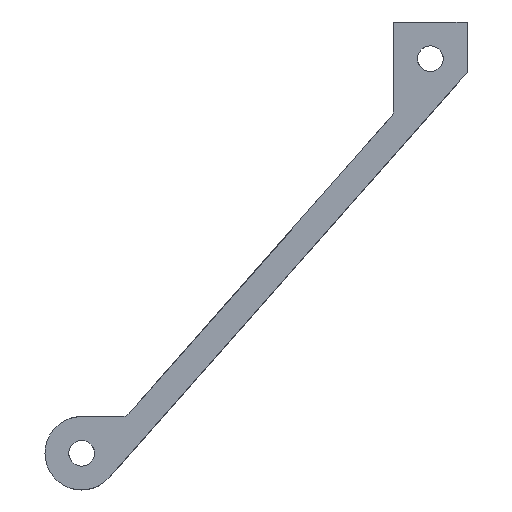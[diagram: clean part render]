
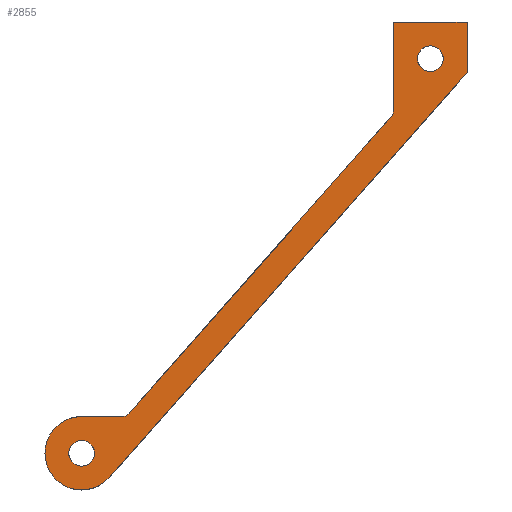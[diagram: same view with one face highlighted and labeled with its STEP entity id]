
A CAD part, left-side view. The second image highlights one B-rep face of the part: STEP entity #2855.
In plain terms, the highlighted planar face has unit normal (-1, 0, 0).
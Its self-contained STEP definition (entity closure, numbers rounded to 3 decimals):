
#73 = EDGE_CURVE ( 'NONE', #3862, #2321, #3428, .T. ) ;
#78 = PLANE ( 'NONE',  #1205 ) ;
#119 = CARTESIAN_POINT ( 'NONE',  ( -22.5, 1.705, -50.4 ) ) ;
#223 = ORIENTED_EDGE ( 'NONE', *, *, #3072, .F. ) ;
#239 = CIRCLE ( 'NONE', #1892, 1.4 ) ;
#258 = VERTEX_POINT ( 'NONE', #3929 ) ;
#269 = DIRECTION ( 'NONE',  ( 0., -0.662, 0.749 ) ) ;
#272 = DIRECTION ( 'NONE',  ( 0., -1., 0. ) ) ;
#331 = CARTESIAN_POINT ( 'NONE',  ( -22.5, 5.705, -45. ) ) ;
#335 = CARTESIAN_POINT ( 'NONE',  ( -22.5, 1.705, -49. ) ) ;
#370 = VECTOR ( 'NONE', #269, 1000. ) ;
#400 = DIRECTION ( 'NONE',  ( 0., 0., 1. ) ) ;
#424 = CARTESIAN_POINT ( 'NONE',  ( -22.5, 1.705, -49. ) ) ;
#460 = CARTESIAN_POINT ( 'NONE',  ( -22.5, 39.705, -92. ) ) ;
#461 = DIRECTION ( 'NONE',  ( -1., 0., 0. ) ) ;
#469 = CARTESIAN_POINT ( 'NONE',  ( -22.5, -2.295, -45. ) ) ;
#488 = DIRECTION ( 'NONE',  ( 0., 0., 1. ) ) ;
#504 = CARTESIAN_POINT ( 'NONE',  ( -22.5, 34.537, -87.662 ) ) ;
#508 = CARTESIAN_POINT ( 'NONE',  ( -22.5, 5.955, -55.32 ) ) ;
#525 = EDGE_CURVE ( 'NONE', #2321, #258, #4062, .T. ) ;
#574 = LINE ( 'NONE', #3561, #4109 ) ;
#639 = AXIS2_PLACEMENT_3D ( 'NONE', #424, #2128, #3441 ) ;
#760 = CARTESIAN_POINT ( 'NONE',  ( -22.5, 5.705, -45. ) ) ;
#770 = AXIS2_PLACEMENT_3D ( 'NONE', #335, #4272, #4013 ) ;
#803 = FACE_OUTER_BOUND ( 'NONE', #929, .T. ) ;
#805 = ORIENTED_EDGE ( 'NONE', *, *, #1807, .T. ) ;
#864 = VECTOR ( 'NONE', #400, 1000. ) ;
#898 = ORIENTED_EDGE ( 'NONE', *, *, #2669, .T. ) ;
#904 = CIRCLE ( 'NONE', #770, 1.4 ) ;
#926 = VERTEX_POINT ( 'NONE', #4281 ) ;
#929 = EDGE_LOOP ( 'NONE', ( #2922, #3618, #1184, #1300, #4118, #2427, #3967, #1470, #1434, #223 ) ) ;
#1088 = LINE ( 'NONE', #760, #864 ) ;
#1096 = CARTESIAN_POINT ( 'NONE',  ( -22.5, 36.707, -94.649 ) ) ;
#1155 = DIRECTION ( 'NONE',  ( -1., 0., 0. ) ) ;
#1184 = ORIENTED_EDGE ( 'NONE', *, *, #1185, .F. ) ;
#1185 = EDGE_CURVE ( 'NONE', #1568, #4190, #3490, .T. ) ;
#1190 = CIRCLE ( 'NONE', #2438, 4. ) ;
#1205 = AXIS2_PLACEMENT_3D ( 'NONE', #2085, #461, #1775 ) ;
#1259 = DIRECTION ( 'NONE',  ( 1., 0., 0. ) ) ;
#1300 = ORIENTED_EDGE ( 'NONE', *, *, #2475, .F. ) ;
#1351 = CARTESIAN_POINT ( 'NONE',  ( -22.5, 39.705, -88. ) ) ;
#1434 = ORIENTED_EDGE ( 'NONE', *, *, #73, .F. ) ;
#1455 = EDGE_CURVE ( 'NONE', #2878, #2752, #2844, .T. ) ;
#1470 = ORIENTED_EDGE ( 'NONE', *, *, #525, .F. ) ;
#1568 = VERTEX_POINT ( 'NONE', #2968 ) ;
#1590 = AXIS2_PLACEMENT_3D ( 'NONE', #2647, #3670, #4276 ) ;
#1647 = EDGE_CURVE ( 'NONE', #258, #926, #1190, .T. ) ;
#1703 = DIRECTION ( 'NONE',  ( 0., 0.662, -0.749 ) ) ;
#1773 = DIRECTION ( 'NONE',  ( 0., 0., 1. ) ) ;
#1775 = DIRECTION ( 'NONE',  ( 0., 0., 1. ) ) ;
#1783 = DIRECTION ( 'NONE',  ( 0., 0., -1. ) ) ;
#1807 = EDGE_CURVE ( 'NONE', #1973, #1972, #3815, .T. ) ;
#1889 = CIRCLE ( 'NONE', #2446, 1. ) ;
#1892 = AXIS2_PLACEMENT_3D ( 'NONE', #3512, #2557, #3886 ) ;
#1934 = VERTEX_POINT ( 'NONE', #2591 ) ;
#1972 = VERTEX_POINT ( 'NONE', #3614 ) ;
#1973 = VERTEX_POINT ( 'NONE', #2658 ) ;
#1983 = ORIENTED_EDGE ( 'NONE', *, *, #1455, .T. ) ;
#1999 = EDGE_LOOP ( 'NONE', ( #2058, #805 ) ) ;
#2019 = DIRECTION ( 'NONE',  ( 0., -1., 0. ) ) ;
#2047 = FACE_BOUND ( 'NONE', #1999, .T. ) ;
#2057 = VERTEX_POINT ( 'NONE', #2963 ) ;
#2058 = ORIENTED_EDGE ( 'NONE', *, *, #4091, .T. ) ;
#2085 = CARTESIAN_POINT ( 'NONE',  ( -22.5, 0., 0. ) ) ;
#2128 = DIRECTION ( 'NONE',  ( 1., 0., 0. ) ) ;
#2301 = AXIS2_PLACEMENT_3D ( 'NONE', #460, #3708, #1773 ) ;
#2321 = VERTEX_POINT ( 'NONE', #3000 ) ;
#2363 = EDGE_CURVE ( 'NONE', #926, #2677, #3672, .T. ) ;
#2396 = DIRECTION ( 'NONE',  ( 0., 0., 1. ) ) ;
#2427 = ORIENTED_EDGE ( 'NONE', *, *, #2363, .F. ) ;
#2438 = AXIS2_PLACEMENT_3D ( 'NONE', #3591, #1259, #2616 ) ;
#2446 = AXIS2_PLACEMENT_3D ( 'NONE', #3776, #3447, #488 ) ;
#2475 = EDGE_CURVE ( 'NONE', #1934, #1568, #4088, .T. ) ;
#2557 = DIRECTION ( 'NONE',  ( 1., 0., 0. ) ) ;
#2591 = CARTESIAN_POINT ( 'NONE',  ( -22.5, 35.286, -88. ) ) ;
#2616 = DIRECTION ( 'NONE',  ( 0., 0., 1. ) ) ;
#2647 = CARTESIAN_POINT ( 'NONE',  ( -22.5, 39.705, -92. ) ) ;
#2658 = CARTESIAN_POINT ( 'NONE',  ( -22.5, 39.705, -90.6 ) ) ;
#2669 = EDGE_CURVE ( 'NONE', #2752, #2878, #904, .T. ) ;
#2677 = VERTEX_POINT ( 'NONE', #1351 ) ;
#2702 = AXIS2_PLACEMENT_3D ( 'NONE', #4120, #1155, #2396 ) ;
#2752 = VERTEX_POINT ( 'NONE', #119 ) ;
#2806 = CARTESIAN_POINT ( 'NONE',  ( -22.5, 1.705, -47.6 ) ) ;
#2844 = CIRCLE ( 'NONE', #639, 1.4 ) ;
#2855 = ADVANCED_FACE ( 'NONE', ( #803, #3767, #2047 ), #78, .T. ) ;
#2878 = VERTEX_POINT ( 'NONE', #2806 ) ;
#2922 = ORIENTED_EDGE ( 'NONE', *, *, #3200, .F. ) ;
#2963 = CARTESIAN_POINT ( 'NONE',  ( -22.5, 5.705, -45. ) ) ;
#2968 = CARTESIAN_POINT ( 'NONE',  ( -22.5, 34.537, -87.662 ) ) ;
#3000 = CARTESIAN_POINT ( 'NONE',  ( -22.5, -2.295, -50.514 ) ) ;
#3052 = VECTOR ( 'NONE', #1783, 1000. ) ;
#3072 = EDGE_CURVE ( 'NONE', #2057, #3862, #3938, .T. ) ;
#3200 = EDGE_CURVE ( 'NONE', #3931, #2057, #1088, .T. ) ;
#3403 = EDGE_LOOP ( 'NONE', ( #898, #1983 ) ) ;
#3428 = LINE ( 'NONE', #469, #3052 ) ;
#3441 = DIRECTION ( 'NONE',  ( 0., 0., 1. ) ) ;
#3447 = DIRECTION ( 'NONE',  ( -1., 0., 0. ) ) ;
#3490 = LINE ( 'NONE', #504, #370 ) ;
#3512 = CARTESIAN_POINT ( 'NONE',  ( -22.5, 39.705, -92. ) ) ;
#3561 = CARTESIAN_POINT ( 'NONE',  ( -22.5, 39.705, -88. ) ) ;
#3591 = CARTESIAN_POINT ( 'NONE',  ( -22.5, 39.705, -92. ) ) ;
#3614 = CARTESIAN_POINT ( 'NONE',  ( -22.5, 39.705, -93.4 ) ) ;
#3618 = ORIENTED_EDGE ( 'NONE', *, *, #3975, .F. ) ;
#3670 = DIRECTION ( 'NONE',  ( 1., 0., 0. ) ) ;
#3672 = CIRCLE ( 'NONE', #1590, 4. ) ;
#3708 = DIRECTION ( 'NONE',  ( 1., 0., 0. ) ) ;
#3758 = CARTESIAN_POINT ( 'NONE',  ( -22.5, 5.705, -54.658 ) ) ;
#3767 = FACE_BOUND ( 'NONE', #3403, .T. ) ;
#3776 = CARTESIAN_POINT ( 'NONE',  ( -22.5, 6.705, -54.658 ) ) ;
#3815 = CIRCLE ( 'NONE', #2301, 1.4 ) ;
#3826 = VECTOR ( 'NONE', #2019, 1000. ) ;
#3862 = VERTEX_POINT ( 'NONE', #4068 ) ;
#3880 = VECTOR ( 'NONE', #1703, 1000. ) ;
#3886 = DIRECTION ( 'NONE',  ( 0., 0., 1. ) ) ;
#3929 = CARTESIAN_POINT ( 'NONE',  ( -22.5, 36.707, -94.649 ) ) ;
#3931 = VERTEX_POINT ( 'NONE', #3758 ) ;
#3938 = LINE ( 'NONE', #331, #3826 ) ;
#3967 = ORIENTED_EDGE ( 'NONE', *, *, #1647, .F. ) ;
#3975 = EDGE_CURVE ( 'NONE', #4190, #3931, #1889, .T. ) ;
#4001 = EDGE_CURVE ( 'NONE', #2677, #1934, #574, .T. ) ;
#4013 = DIRECTION ( 'NONE',  ( 0., 0., 1. ) ) ;
#4062 = LINE ( 'NONE', #1096, #3880 ) ;
#4068 = CARTESIAN_POINT ( 'NONE',  ( -22.5, -2.295, -45. ) ) ;
#4088 = CIRCLE ( 'NONE', #2702, 1. ) ;
#4091 = EDGE_CURVE ( 'NONE', #1972, #1973, #239, .T. ) ;
#4109 = VECTOR ( 'NONE', #272, 1000. ) ;
#4118 = ORIENTED_EDGE ( 'NONE', *, *, #4001, .F. ) ;
#4120 = CARTESIAN_POINT ( 'NONE',  ( -22.5, 35.286, -87. ) ) ;
#4190 = VERTEX_POINT ( 'NONE', #508 ) ;
#4272 = DIRECTION ( 'NONE',  ( 1., 0., 0. ) ) ;
#4276 = DIRECTION ( 'NONE',  ( 0., 0., 1. ) ) ;
#4281 = CARTESIAN_POINT ( 'NONE',  ( -22.5, 39.705, -96. ) ) ;
